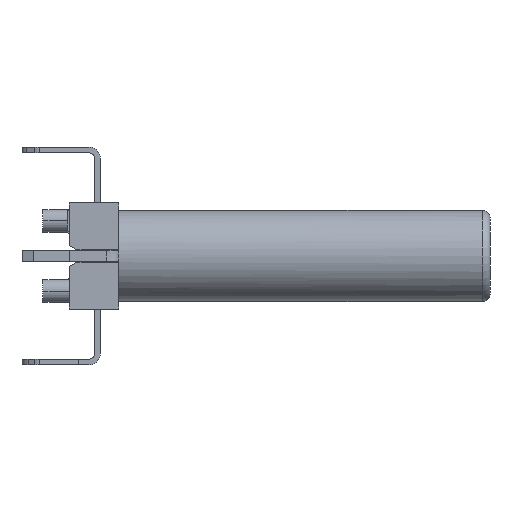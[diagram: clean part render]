
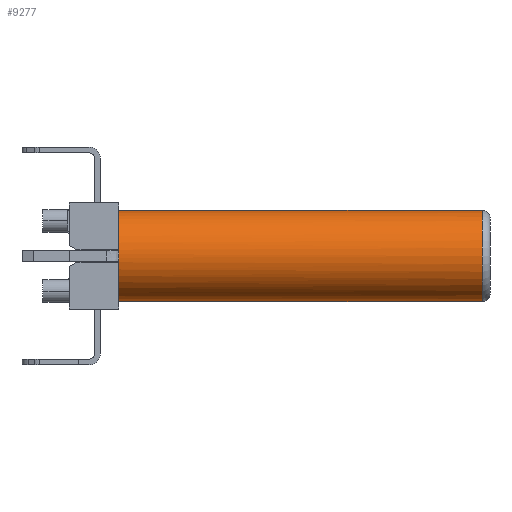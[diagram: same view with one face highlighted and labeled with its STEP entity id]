
A CAD part, left-side view. The second image highlights one B-rep face of the part: STEP entity #9277.
In plain terms, the highlighted cylindrical face has radius 1.73 mm (diameter 3.46 mm), a partial arc.
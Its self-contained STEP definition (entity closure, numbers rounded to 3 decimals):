
#1580=CARTESIAN_POINT('',(-4.21,14.112,0.));
#1581=DIRECTION('',(0.,-1.,0.));
#1582=DIRECTION('',(-0.99,0.,-0.142));
#1583=AXIS2_PLACEMENT_3D('',#1580,#1581,#1582);
#1597=DIRECTION('',(0.,-1.,0.));
#1598=VECTOR('',#1597,13.816);
#1599=CARTESIAN_POINT('',(-4.21,14.112,1.73));
#1600=LINE('',#1599,#1598);
#1601=DIRECTION('',(0.,1.,0.));
#1602=VECTOR('',#1601,13.816);
#1603=CARTESIAN_POINT('',(-4.21,0.296,-1.73));
#1604=LINE('',#1603,#1602);
#1605=CARTESIAN_POINT('',(-4.21,14.112,0.));
#1606=DIRECTION('',(0.,-1.,0.));
#1607=DIRECTION('',(-0.992,0.,0.124));
#1608=AXIS2_PLACEMENT_3D('',#1605,#1606,#1607);
#2072=CARTESIAN_POINT('',(-4.21,14.112,0.));
#2073=DIRECTION('',(0.,-1.,0.));
#2074=DIRECTION('',(0.,0.,1.));
#2075=AXIS2_PLACEMENT_3D('',#2072,#2073,#2074);
#2320=CARTESIAN_POINT('',(-4.21,0.296,0.));
#2321=DIRECTION('',(0.,1.,0.));
#2322=DIRECTION('',(0.,0.,-1.));
#2323=AXIS2_PLACEMENT_3D('',#2320,#2321,#2322);
#2338=CARTESIAN_POINT('',(-4.21,14.112,0.));
#2339=DIRECTION('',(0.,-1.,0.));
#2340=DIRECTION('',(-0.99,0.,0.141));
#2341=AXIS2_PLACEMENT_3D('',#2338,#2339,#2340);
#2352=CARTESIAN_POINT('',(-4.21,14.112,0.));
#2353=DIRECTION('',(0.,-1.,0.));
#2354=DIRECTION('',(-0.992,0.,-0.124));
#2355=AXIS2_PLACEMENT_3D('',#2352,#2353,#2354);
#5365=CARTESIAN_POINT('',(-4.21,14.112,1.73));
#5366=CARTESIAN_POINT('',(-4.21,0.296,1.73));
#5367=VERTEX_POINT('',#5365);
#5368=VERTEX_POINT('',#5366);
#5495=CARTESIAN_POINT('',(-5.923,14.112,
-0.245));
#5497=VERTEX_POINT('',#5495);
#5499=CARTESIAN_POINT('',(-4.21,14.112,-1.73));
#5500=VERTEX_POINT('',#5499);
#5507=CARTESIAN_POINT('',(-5.923,14.112,
0.245));
#5509=VERTEX_POINT('',#5507);
#5661=CARTESIAN_POINT('',(-4.21,0.296,-1.73));
#5662=VERTEX_POINT('',#5661);
#5815=CARTESIAN_POINT('',(-5.927,14.112,0.215));
#5816=CARTESIAN_POINT('',(-5.927,14.112,-0.215));
#5817=VERTEX_POINT('',#5815);
#5818=VERTEX_POINT('',#5816);
#9256=CARTESIAN_POINT('',(-4.21,42.606,0.));
#9257=DIRECTION('',(0.,-1.,0.));
#9258=DIRECTION('',(0.,0.,1.));
#9259=AXIS2_PLACEMENT_3D('',#9256,#9257,#9258);
#9260=CYLINDRICAL_SURFACE('',#9259,1.73);
#9262=ORIENTED_EDGE('',*,*,#9261,.F.);
#9264=ORIENTED_EDGE('',*,*,#9263,.F.);
#9266=ORIENTED_EDGE('',*,*,#9265,.F.);
#9268=ORIENTED_EDGE('',*,*,#9267,.T.);
#9270=ORIENTED_EDGE('',*,*,#9269,.F.);
#9271=ORIENTED_EDGE('',*,*,#8347,.T.);
#9272=ORIENTED_EDGE('',*,*,#9247,.F.);
#9274=ORIENTED_EDGE('',*,*,#9273,.F.);
#9275=EDGE_LOOP('',(#9262,#9264,#9266,#9268,#9270,#9271,#9272,#9274));
#9276=FACE_OUTER_BOUND('',#9275,.F.);
#9277=ADVANCED_FACE('',(#9276),#9260,.T.);
#1584=CIRCLE('',#1583,1.73);
#1609=CIRCLE('',#1608,1.73);
#2076=CIRCLE('',#2075,1.73);
#2324=CIRCLE('',#2323,1.73);
#2342=CIRCLE('',#2341,1.73);
#2356=CIRCLE('',#2355,1.73);
#8347=EDGE_CURVE('',#5662,#5500,#1604,.T.);
#9247=EDGE_CURVE('',#5497,#5500,#1584,.T.);
#9261=EDGE_CURVE('',#5817,#5818,#1609,.T.);
#9263=EDGE_CURVE('',#5509,#5817,#2342,.T.);
#9265=EDGE_CURVE('',#5367,#5509,#2076,.T.);
#9267=EDGE_CURVE('',#5367,#5368,#1600,.T.);
#9269=EDGE_CURVE('',#5662,#5368,#2324,.T.);
#9273=EDGE_CURVE('',#5818,#5497,#2356,.T.);
